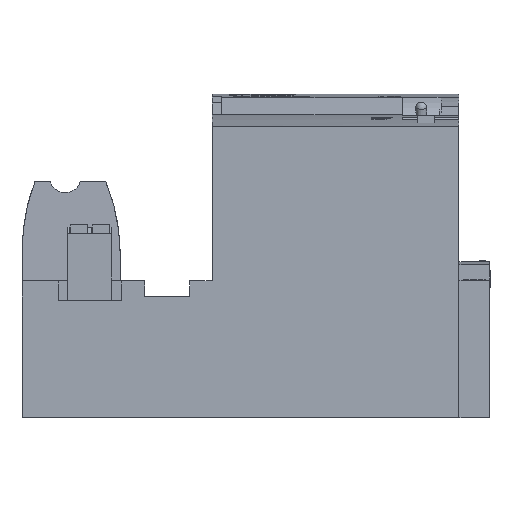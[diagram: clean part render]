
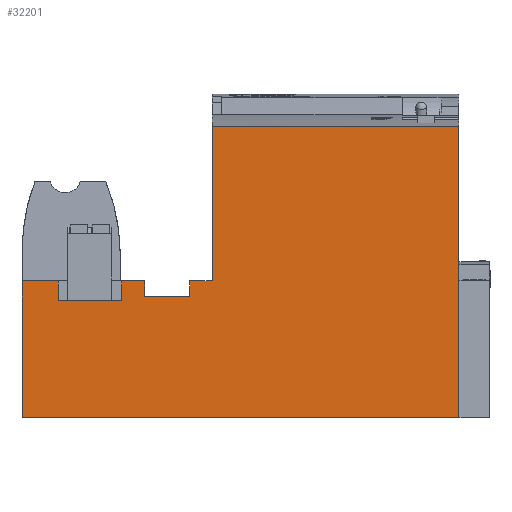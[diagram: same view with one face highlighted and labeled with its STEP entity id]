
A CAD part, front view. The second image highlights one B-rep face of the part: STEP entity #32201.
In plain terms, the highlighted planar face has unit normal (0, -1, 0).
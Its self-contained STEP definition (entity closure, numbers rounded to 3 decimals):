
#32201=ADVANCED_FACE('',(#39496),#36267,.T.);
#36267=PLANE('',#101549);
#39496=FACE_OUTER_BOUND('',#43404,.T.);
#43404=EDGE_LOOP('',(#48552,#48553,#48554,#48555,#48556,#48557,#48558,#48559,
#48560,#48561,#48562,#48563,#48564,#48565));
#48552=ORIENTED_EDGE('',*,*,#76019,.F.);
#48553=ORIENTED_EDGE('',*,*,#76020,.T.);
#48554=ORIENTED_EDGE('',*,*,#76021,.F.);
#48555=ORIENTED_EDGE('',*,*,#76022,.T.);
#48556=ORIENTED_EDGE('',*,*,#76023,.F.);
#48557=ORIENTED_EDGE('',*,*,#76024,.F.);
#48558=ORIENTED_EDGE('',*,*,#76025,.F.);
#48559=ORIENTED_EDGE('',*,*,#76026,.T.);
#48560=ORIENTED_EDGE('',*,*,#76027,.F.);
#48561=ORIENTED_EDGE('',*,*,#76028,.T.);
#48562=ORIENTED_EDGE('',*,*,#76029,.T.);
#48563=ORIENTED_EDGE('',*,*,#75985,.F.);
#48564=ORIENTED_EDGE('',*,*,#76030,.F.);
#48565=ORIENTED_EDGE('',*,*,#76031,.T.);
#69022=VERTEX_POINT('',#124659);
#69023=VERTEX_POINT('',#124661);
#69049=VERTEX_POINT('',#124731);
#69050=VERTEX_POINT('',#124732);
#69051=VERTEX_POINT('',#124734);
#69052=VERTEX_POINT('',#124736);
#69053=VERTEX_POINT('',#124738);
#69054=VERTEX_POINT('',#124740);
#69055=VERTEX_POINT('',#124742);
#69056=VERTEX_POINT('',#124744);
#69057=VERTEX_POINT('',#124746);
#69058=VERTEX_POINT('',#124748);
#69059=VERTEX_POINT('',#124750);
#69060=VERTEX_POINT('',#124753);
#75985=EDGE_CURVE('',#69022,#69023,#86252,.T.);
#76019=EDGE_CURVE('',#69049,#69050,#86281,.T.);
#76020=EDGE_CURVE('',#69049,#69051,#86282,.T.);
#76021=EDGE_CURVE('',#69052,#69051,#86283,.T.);
#76022=EDGE_CURVE('',#69052,#69053,#86284,.T.);
#76023=EDGE_CURVE('',#69054,#69053,#86285,.T.);
#76024=EDGE_CURVE('',#69055,#69054,#86286,.T.);
#76025=EDGE_CURVE('',#69056,#69055,#86287,.T.);
#76026=EDGE_CURVE('',#69056,#69057,#86288,.T.);
#76027=EDGE_CURVE('',#69058,#69057,#86289,.T.);
#76028=EDGE_CURVE('',#69058,#69059,#86290,.T.);
#76029=EDGE_CURVE('',#69059,#69023,#86291,.T.);
#76030=EDGE_CURVE('',#69060,#69022,#86292,.T.);
#76031=EDGE_CURVE('',#69060,#69050,#86293,.T.);
#86252=LINE('',#124660,#93847);
#86281=LINE('',#124730,#93876);
#86282=LINE('',#124733,#93877);
#86283=LINE('',#124735,#93878);
#86284=LINE('',#124737,#93879);
#86285=LINE('',#124739,#93880);
#86286=LINE('',#124741,#93881);
#86287=LINE('',#124743,#93882);
#86288=LINE('',#124745,#93883);
#86289=LINE('',#124747,#93884);
#86290=LINE('',#124749,#93885);
#86291=LINE('',#124751,#93886);
#86292=LINE('',#124752,#93887);
#86293=LINE('',#124754,#93888);
#93847=VECTOR('',#106706,1.);
#93876=VECTOR('',#106757,1.);
#93877=VECTOR('',#106758,1.);
#93878=VECTOR('',#106759,1.);
#93879=VECTOR('',#106760,1.);
#93880=VECTOR('',#106761,1.);
#93881=VECTOR('',#106762,1.);
#93882=VECTOR('',#106763,1.);
#93883=VECTOR('',#106764,1.);
#93884=VECTOR('',#106765,1.);
#93885=VECTOR('',#106766,1.);
#93886=VECTOR('',#106767,1.);
#93887=VECTOR('',#106768,1.);
#93888=VECTOR('',#106769,1.);
#101549=AXIS2_PLACEMENT_3D('',#124755,#106770,#106771);
#106706=DIRECTION('',(0.,0.,-1.));
#106757=DIRECTION('',(1.,0.,0.));
#106758=DIRECTION('',(0.,0.,-1.));
#106759=DIRECTION('',(1.,0.,0.));
#106760=DIRECTION('',(0.,0.,1.));
#106761=DIRECTION('',(1.,0.,0.));
#106762=DIRECTION('',(0.,0.,1.));
#106763=DIRECTION('',(1.,0.,0.));
#106764=DIRECTION('',(0.,0.,1.));
#106765=DIRECTION('',(1.,0.,0.));
#106766=DIRECTION('',(0.,0.,-1.));
#106767=DIRECTION('',(1.,0.,0.));
#106768=DIRECTION('',(1.,0.,0.));
#106769=DIRECTION('',(0.,0.,-1.));
#106770=DIRECTION('',(0.,-1.,0.));
#106771=DIRECTION('',(0.,0.,-1.));
#124659=CARTESIAN_POINT('',(0.,-76.6,59.596));
#124660=CARTESIAN_POINT('',(0.,-76.6,12.2));
#124661=CARTESIAN_POINT('',(0.,-76.6,-7.));
#124730=CARTESIAN_POINT('',(-81.,-76.6,24.3));
#124731=CARTESIAN_POINT('',(-61.6,-76.6,24.3));
#124732=CARTESIAN_POINT('',(-56.499,-76.6,24.3));
#124733=CARTESIAN_POINT('',(-61.6,-76.6,12.2));
#124734=CARTESIAN_POINT('',(-61.6,-76.6,20.8));
#124735=CARTESIAN_POINT('',(-100.,-76.6,20.8));
#124736=CARTESIAN_POINT('',(-71.9,-76.6,20.8));
#124737=CARTESIAN_POINT('',(-71.9,-76.6,12.2));
#124738=CARTESIAN_POINT('',(-71.9,-76.6,24.3));
#124739=CARTESIAN_POINT('',(-81.,-76.6,24.3));
#124740=CARTESIAN_POINT('',(-77.2,-76.6,24.3));
#124741=CARTESIAN_POINT('',(-77.2,-76.6,19.8));
#124742=CARTESIAN_POINT('',(-77.2,-76.6,19.8));
#124743=CARTESIAN_POINT('',(-91.75,-76.6,19.8));
#124744=CARTESIAN_POINT('',(-91.75,-76.6,19.8));
#124745=CARTESIAN_POINT('',(-91.75,-76.6,19.8));
#124746=CARTESIAN_POINT('',(-91.75,-76.6,24.3));
#124747=CARTESIAN_POINT('',(-81.,-76.6,24.3));
#124748=CARTESIAN_POINT('',(-100.,-76.6,24.3));
#124749=CARTESIAN_POINT('',(-100.,-76.6,12.2));
#124750=CARTESIAN_POINT('',(-100.,-76.6,-7.));
#124751=CARTESIAN_POINT('',(-100.,-76.6,-7.));
#124752=CARTESIAN_POINT('',(-56.499,-76.6,59.596));
#124753=CARTESIAN_POINT('',(-56.499,-76.6,59.596));
#124754=CARTESIAN_POINT('',(-56.499,-76.6,59.596));
#124755=CARTESIAN_POINT('',(-100.,-76.6,12.2));
